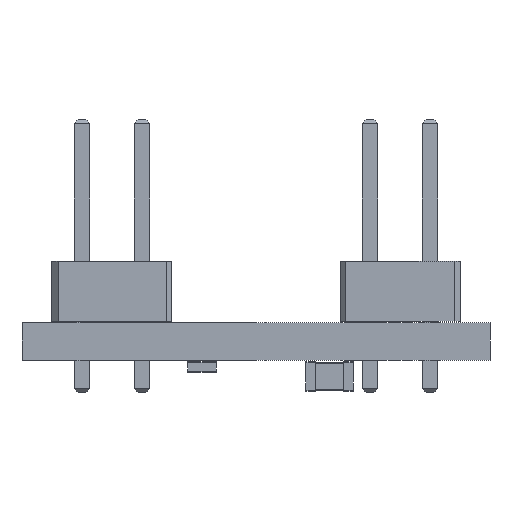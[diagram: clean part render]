
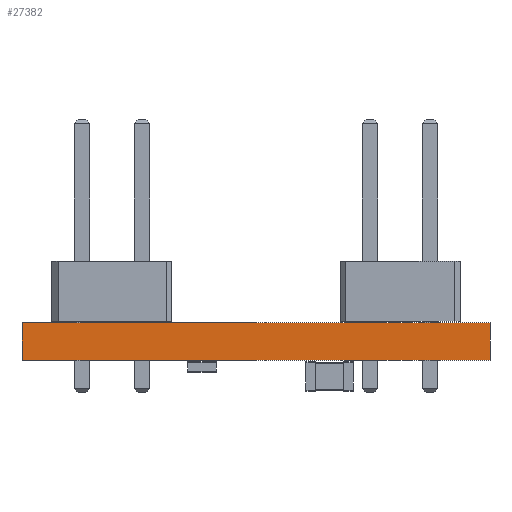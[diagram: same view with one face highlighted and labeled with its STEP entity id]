
A CAD part, left-side view. The second image highlights one B-rep face of the part: STEP entity #27382.
In plain terms, the highlighted planar face has unit normal (-1, 0, 0).
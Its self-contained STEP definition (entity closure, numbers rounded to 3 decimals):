
#25398 = PLANE('',#25399);
#25399 = AXIS2_PLACEMENT_3D('',#25400,#25401,#25402);
#25400 = CARTESIAN_POINT('',(112.014,-96.774,0.));
#25401 = DIRECTION('',(0.,1.,0.));
#25402 = DIRECTION('',(1.,0.,0.));
#25426 = PLANE('',#25427);
#25427 = AXIS2_PLACEMENT_3D('',#25428,#25429,#25430);
#25428 = CARTESIAN_POINT('',(132.08,-106.68,1.6));
#25429 = DIRECTION('',(-0.,-0.,-1.));
#25430 = DIRECTION('',(-1.,0.,0.));
#25454 = PLANE('',#25455);
#25455 = AXIS2_PLACEMENT_3D('',#25456,#25457,#25458);
#25456 = CARTESIAN_POINT('',(152.146,-116.586,0.));
#25457 = DIRECTION('',(0.,-1.,0.));
#25458 = DIRECTION('',(-1.,0.,0.));
#25480 = PLANE('',#25481);
#25481 = AXIS2_PLACEMENT_3D('',#25482,#25483,#25484);
#25482 = CARTESIAN_POINT('',(132.08,-106.68,0.));
#25483 = DIRECTION('',(-0.,-0.,-1.));
#25484 = DIRECTION('',(-1.,0.,0.));
#25495 = EDGE_CURVE('',#25496,#25498,#25500,.T.);
#25496 = VERTEX_POINT('',#25497);
#25497 = CARTESIAN_POINT('',(112.014,-96.774,0.));
#25498 = VERTEX_POINT('',#25499);
#25499 = CARTESIAN_POINT('',(112.014,-96.774,1.6));
#25500 = SURFACE_CURVE('',#25501,(#25505,#25512),.PCURVE_S1.);
#25501 = LINE('',#25502,#25503);
#25502 = CARTESIAN_POINT('',(112.014,-96.774,0.));
#25503 = VECTOR('',#25504,1.);
#25504 = DIRECTION('',(0.,0.,1.));
#25505 = PCURVE('',#25398,#25506);
#25506 = DEFINITIONAL_REPRESENTATION('',(#25507),#25511);
#25507 = LINE('',#25508,#25509);
#25508 = CARTESIAN_POINT('',(0.,0.));
#25509 = VECTOR('',#25510,1.);
#25510 = DIRECTION('',(0.,-1.));
#25511 = ( GEOMETRIC_REPRESENTATION_CONTEXT(2) 
PARAMETRIC_REPRESENTATION_CONTEXT() REPRESENTATION_CONTEXT('2D SPACE',''
  ) );
#25512 = PCURVE('',#25513,#25518);
#25513 = PLANE('',#25514);
#25514 = AXIS2_PLACEMENT_3D('',#25515,#25516,#25517);
#25515 = CARTESIAN_POINT('',(112.014,-116.586,0.));
#25516 = DIRECTION('',(-1.,0.,0.));
#25517 = DIRECTION('',(0.,1.,0.));
#25518 = DEFINITIONAL_REPRESENTATION('',(#25519),#25523);
#25519 = LINE('',#25520,#25521);
#25520 = CARTESIAN_POINT('',(19.812,0.));
#25521 = VECTOR('',#25522,1.);
#25522 = DIRECTION('',(0.,-1.));
#25523 = ( GEOMETRIC_REPRESENTATION_CONTEXT(2) 
PARAMETRIC_REPRESENTATION_CONTEXT() REPRESENTATION_CONTEXT('2D SPACE',''
  ) );
#25573 = VERTEX_POINT('',#25574);
#25574 = CARTESIAN_POINT('',(112.014,-116.586,1.6));
#25595 = EDGE_CURVE('',#25596,#25573,#25598,.T.);
#25596 = VERTEX_POINT('',#25597);
#25597 = CARTESIAN_POINT('',(112.014,-116.586,0.));
#25598 = SURFACE_CURVE('',#25599,(#25603,#25610),.PCURVE_S1.);
#25599 = LINE('',#25600,#25601);
#25600 = CARTESIAN_POINT('',(112.014,-116.586,0.));
#25601 = VECTOR('',#25602,1.);
#25602 = DIRECTION('',(0.,0.,1.));
#25603 = PCURVE('',#25454,#25604);
#25604 = DEFINITIONAL_REPRESENTATION('',(#25605),#25609);
#25605 = LINE('',#25606,#25607);
#25606 = CARTESIAN_POINT('',(40.132,0.));
#25607 = VECTOR('',#25608,1.);
#25608 = DIRECTION('',(0.,-1.));
#25609 = ( GEOMETRIC_REPRESENTATION_CONTEXT(2) 
PARAMETRIC_REPRESENTATION_CONTEXT() REPRESENTATION_CONTEXT('2D SPACE',''
  ) );
#25610 = PCURVE('',#25513,#25611);
#25611 = DEFINITIONAL_REPRESENTATION('',(#25612),#25616);
#25612 = LINE('',#25613,#25614);
#25613 = CARTESIAN_POINT('',(0.,0.));
#25614 = VECTOR('',#25615,1.);
#25615 = DIRECTION('',(0.,-1.));
#25616 = ( GEOMETRIC_REPRESENTATION_CONTEXT(2) 
PARAMETRIC_REPRESENTATION_CONTEXT() REPRESENTATION_CONTEXT('2D SPACE',''
  ) );
#25644 = EDGE_CURVE('',#25596,#25496,#25645,.T.);
#25645 = SURFACE_CURVE('',#25646,(#25650,#25657),.PCURVE_S1.);
#25646 = LINE('',#25647,#25648);
#25647 = CARTESIAN_POINT('',(112.014,-116.586,0.));
#25648 = VECTOR('',#25649,1.);
#25649 = DIRECTION('',(0.,1.,0.));
#25650 = PCURVE('',#25480,#25651);
#25651 = DEFINITIONAL_REPRESENTATION('',(#25652),#25656);
#25652 = LINE('',#25653,#25654);
#25653 = CARTESIAN_POINT('',(20.066,-9.906));
#25654 = VECTOR('',#25655,1.);
#25655 = DIRECTION('',(0.,1.));
#25656 = ( GEOMETRIC_REPRESENTATION_CONTEXT(2) 
PARAMETRIC_REPRESENTATION_CONTEXT() REPRESENTATION_CONTEXT('2D SPACE',''
  ) );
#25657 = PCURVE('',#25513,#25658);
#25658 = DEFINITIONAL_REPRESENTATION('',(#25659),#25663);
#25659 = LINE('',#25660,#25661);
#25660 = CARTESIAN_POINT('',(0.,0.));
#25661 = VECTOR('',#25662,1.);
#25662 = DIRECTION('',(1.,0.));
#25663 = ( GEOMETRIC_REPRESENTATION_CONTEXT(2) 
PARAMETRIC_REPRESENTATION_CONTEXT() REPRESENTATION_CONTEXT('2D SPACE',''
  ) );
#26581 = EDGE_CURVE('',#25573,#25498,#26582,.T.);
#26582 = SURFACE_CURVE('',#26583,(#26587,#26594),.PCURVE_S1.);
#26583 = LINE('',#26584,#26585);
#26584 = CARTESIAN_POINT('',(112.014,-116.586,1.6));
#26585 = VECTOR('',#26586,1.);
#26586 = DIRECTION('',(0.,1.,0.));
#26587 = PCURVE('',#25426,#26588);
#26588 = DEFINITIONAL_REPRESENTATION('',(#26589),#26593);
#26589 = LINE('',#26590,#26591);
#26590 = CARTESIAN_POINT('',(20.066,-9.906));
#26591 = VECTOR('',#26592,1.);
#26592 = DIRECTION('',(0.,1.));
#26593 = ( GEOMETRIC_REPRESENTATION_CONTEXT(2) 
PARAMETRIC_REPRESENTATION_CONTEXT() REPRESENTATION_CONTEXT('2D SPACE',''
  ) );
#26594 = PCURVE('',#25513,#26595);
#26595 = DEFINITIONAL_REPRESENTATION('',(#26596),#26600);
#26596 = LINE('',#26597,#26598);
#26597 = CARTESIAN_POINT('',(0.,-1.6));
#26598 = VECTOR('',#26599,1.);
#26599 = DIRECTION('',(1.,0.));
#26600 = ( GEOMETRIC_REPRESENTATION_CONTEXT(2) 
PARAMETRIC_REPRESENTATION_CONTEXT() REPRESENTATION_CONTEXT('2D SPACE',''
  ) );
#27382 = ADVANCED_FACE('',(#27383),#25513,.T.);
#27383 = FACE_BOUND('',#27384,.T.);
#27384 = EDGE_LOOP('',(#27385,#27386,#27387,#27388));
#27385 = ORIENTED_EDGE('',*,*,#25595,.T.);
#27386 = ORIENTED_EDGE('',*,*,#26581,.T.);
#27387 = ORIENTED_EDGE('',*,*,#25495,.F.);
#27388 = ORIENTED_EDGE('',*,*,#25644,.F.);
